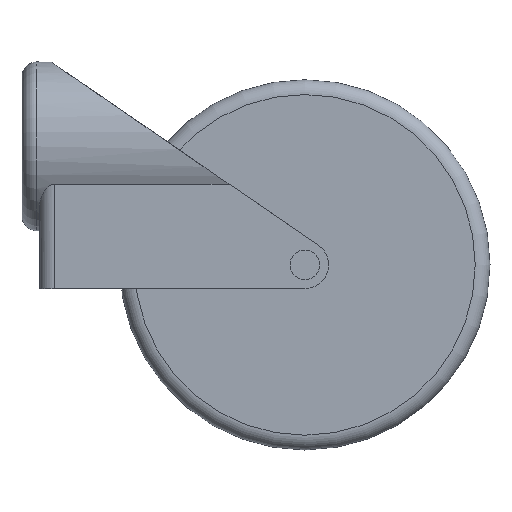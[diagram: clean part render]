
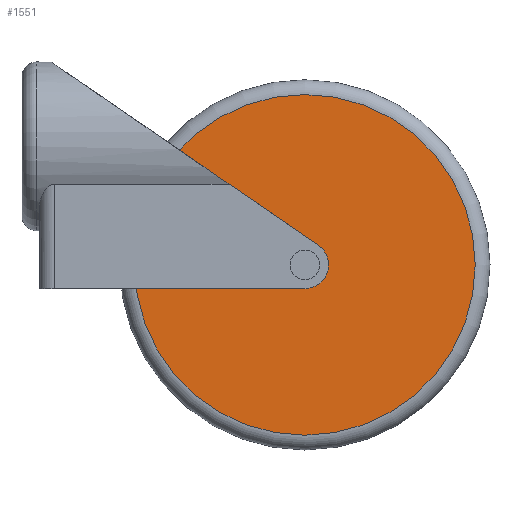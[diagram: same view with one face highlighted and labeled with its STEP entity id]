
A CAD part, left-side view. The second image highlights one B-rep face of the part: STEP entity #1551.
In plain terms, the highlighted planar face has unit normal (-1, 0, 0).
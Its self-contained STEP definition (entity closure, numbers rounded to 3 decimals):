
#846=PLANE('',#1469);
#871=ORIENTED_EDGE('',*,*,#1101,.F.);
#872=ORIENTED_EDGE('',*,*,#1102,.T.);
#1014=CIRCLE('',#1468,57.5);
#1015=CIRCLE('',#1470,5.);
#1046=VERTEX_POINT('',#1600);
#1047=VERTEX_POINT('',#1603);
#1101=EDGE_CURVE('',#1046,#1046,#1014,.T.);
#1102=EDGE_CURVE('',#1047,#1047,#1015,.T.);
#1180=EDGE_LOOP('',(#871));
#1181=EDGE_LOOP('',(#872));
#1235=FACE_BOUND('',#1180,.T.);
#1236=FACE_BOUND('',#1181,.T.);
#1300=DIRECTION('',(1.,0.,0.));
#1301=DIRECTION('',(0.,-57.5,0.));
#1302=DIRECTION('',(-1.,0.,0.));
#1303=DIRECTION('',(0.,1.,0.));
#1304=DIRECTION('',(1.,0.,0.));
#1305=DIRECTION('',(0.,0.,5.));
#1468=AXIS2_PLACEMENT_3D('',#1601,#1300,#1301);
#1469=AXIS2_PLACEMENT_3D('',#1602,#1302,#1303);
#1470=AXIS2_PLACEMENT_3D('',#1604,#1304,#1305);
#1551=ADVANCED_FACE('',(#1235,#1236),#846,.T.);
#1600=CARTESIAN_POINT('',(-16.,-57.5,-40.));
#1601=CARTESIAN_POINT('',(-16.,0.,-40.));
#1602=CARTESIAN_POINT('',(-16.,96.5,0.));
#1603=CARTESIAN_POINT('',(-16.,0.,-35.));
#1604=CARTESIAN_POINT('',(-16.,0.,-40.));
